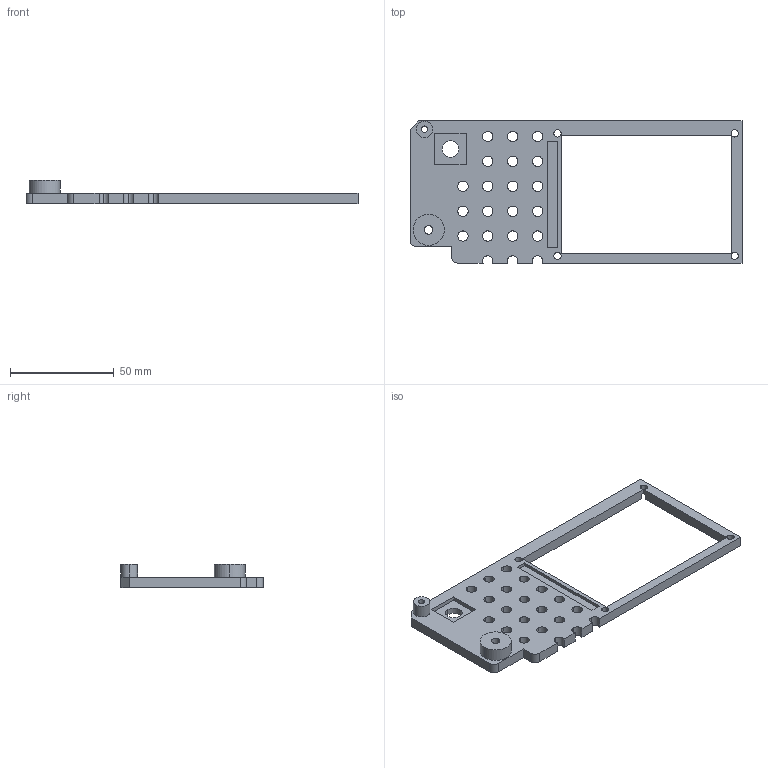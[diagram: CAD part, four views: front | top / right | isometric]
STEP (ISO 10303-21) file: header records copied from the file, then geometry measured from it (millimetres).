
FILE_DESCRIPTION(/* description */ ('VariCAD 2012-2.07 AP-214'),/* implementation_level */ '2;1');
FILE_NAME(/* name */ 'DisplayAdapter',/* time_stamp */ '2019-10-10T14:45:17+02:00',/* author */ (''),/* organization */ (''),/* preprocessor_version */ 'ST-DEVELOPER v12',/* originating_system */ 'VariCAD 2012-2.07; kernel version (20100102)',/* authorisation */ '');
FILE_SCHEMA (('AUTOMOTIVE_DESIGN'));
Length unit declared in the file: millimetre
Products named in the file (1): Part
Bounding box: 160 x 68.5 x 11.25 mm (x, y, z)
Volume: 28306.3 mm3; surface area: 17742.7 mm2
Topology: 1 solids, 1 shells, 141 faces, 394 edges, 261 vertices
Faces by surface type: plane 73, cylinder 68
Entity records: 4692 total; most frequent: DIRECTION 813, CARTESIAN_POINT 798, ORIENTED_EDGE 788, EDGE_CURVE 394, AXIS2_PLACEMENT_3D 276, LINE 261, VECTOR 261, VERTEX_POINT 261
